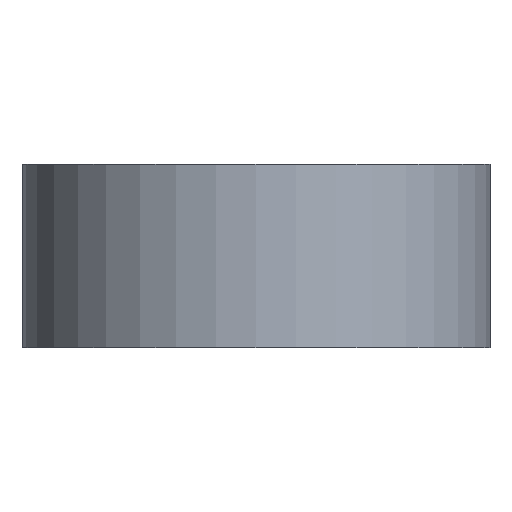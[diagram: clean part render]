
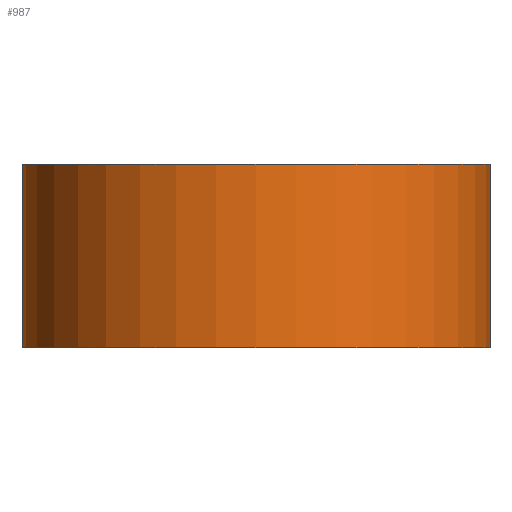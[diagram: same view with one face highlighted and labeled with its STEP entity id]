
A CAD part, left-side view. The second image highlights one B-rep face of the part: STEP entity #987.
In plain terms, the highlighted cylindrical face has radius 23 mm (diameter 46 mm), a partial arc.
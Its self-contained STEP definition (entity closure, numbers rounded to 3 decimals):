
#30=CYLINDRICAL_SURFACE('',#1089,23.);
#101=FACE_OUTER_BOUND('',#172,.T.);
#172=EDGE_LOOP('',(#882,#883,#884,#885));
#268=LINE('',#1635,#368);
#274=LINE('',#1646,#374);
#368=VECTOR('',#1355,10.);
#374=VECTOR('',#1365,10.);
#375=CIRCLE('',#1004,23.);
#406=CIRCLE('',#1090,23.);
#407=VERTEX_POINT('',#1374);
#408=VERTEX_POINT('',#1375);
#491=VERTEX_POINT('',#1634);
#494=VERTEX_POINT('',#1644);
#495=EDGE_CURVE('',#407,#408,#375,.T.);
#619=EDGE_CURVE('',#491,#408,#268,.T.);
#625=EDGE_CURVE('',#407,#494,#274,.T.);
#626=EDGE_CURVE('',#491,#494,#406,.T.);
#882=ORIENTED_EDGE('',*,*,#625,.T.);
#883=ORIENTED_EDGE('',*,*,#626,.F.);
#884=ORIENTED_EDGE('',*,*,#619,.T.);
#885=ORIENTED_EDGE('',*,*,#495,.F.);
#987=ADVANCED_FACE('',(#101),#30,.T.);
#1004=AXIS2_PLACEMENT_3D('',#1376,#1096,#1097);
#1089=AXIS2_PLACEMENT_3D('',#1647,#1366,#1367);
#1090=AXIS2_PLACEMENT_3D('',#1648,#1368,#1369);
#1096=DIRECTION('center_axis',(0.,0.,1.));
#1097=DIRECTION('ref_axis',(0.756,-0.654,0.));
#1355=DIRECTION('',(0.,0.,1.));
#1365=DIRECTION('',(0.,0.,-1.));
#1366=DIRECTION('center_axis',(0.,0.,-1.));
#1367=DIRECTION('ref_axis',(-1.,0.,0.));
#1368=DIRECTION('center_axis',(0.,0.,-1.));
#1369=DIRECTION('ref_axis',(0.756,-0.654,0.));
#1374=CARTESIAN_POINT('',(-10.658,15.05,4.));
#1375=CARTESIAN_POINT('',(-10.658,-15.05,4.));
#1376=CARTESIAN_POINT('Origin',(-28.05,0.,4.));
#1634=CARTESIAN_POINT('',(-10.658,-15.05,-14.));
#1635=CARTESIAN_POINT('',(-10.658,-15.05,0.));
#1644=CARTESIAN_POINT('',(-10.658,15.05,-14.));
#1646=CARTESIAN_POINT('',(-10.658,15.05,0.));
#1647=CARTESIAN_POINT('Origin',(-28.05,0.,0.));
#1648=CARTESIAN_POINT('Origin',(-28.05,0.,-14.));
